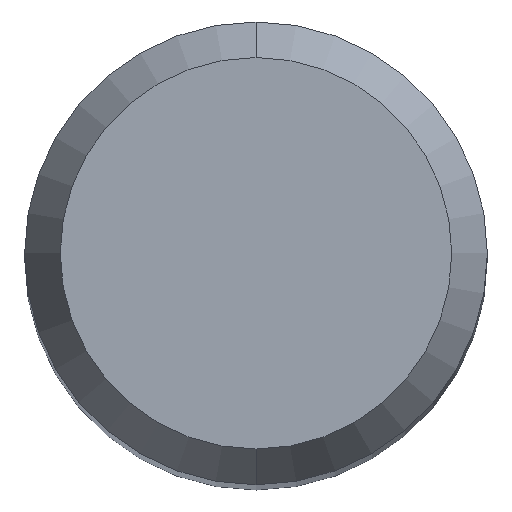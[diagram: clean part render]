
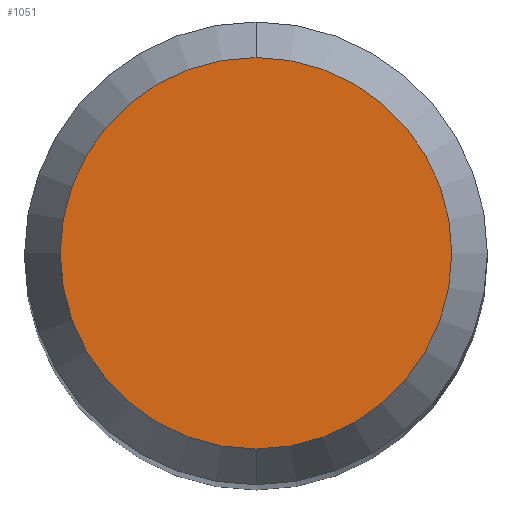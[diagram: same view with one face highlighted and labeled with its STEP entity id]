
A CAD part, top view. The second image highlights one B-rep face of the part: STEP entity #1051.
In plain terms, the highlighted planar face has unit normal (0, 0, 1).
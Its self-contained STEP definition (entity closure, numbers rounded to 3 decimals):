
#1051=ADVANCED_FACE('',(#2069),#2070,.T.);
#1143=EDGE_CURVE('',#1435,#1423,#2165,.T.);
#1293=EDGE_CURVE('',#1423,#1435,#2327,.T.);
#1423=VERTEX_POINT('',#2481);
#1435=VERTEX_POINT('',#2496);
#2069=FACE_OUTER_BOUND('',#8605,.T.);
#2070=PLANE('',#8606);
#2165=CIRCLE('',#9276,2.538);
#2327=CIRCLE('',#10920,2.538);
#2481=CARTESIAN_POINT('',(0.,-2.538,0.0));
#2496=CARTESIAN_POINT('',(0.0,2.538,0.0));
#8605=EDGE_LOOP('',(#13792,#13793));
#8606=AXIS2_PLACEMENT_3D('',#13794,#13795,#13796);
#9276=AXIS2_PLACEMENT_3D('',#13852,#13853,#13854);
#10920=AXIS2_PLACEMENT_3D('',#14002,#14003,#14004);
#13792=ORIENTED_EDGE('',*,*,#1143,.F.);
#13793=ORIENTED_EDGE('',*,*,#1293,.F.);
#13794=CARTESIAN_POINT('',(0.0,1.269,0.0));
#13795=DIRECTION('',(-0.0,0.0,1.0));
#13796=DIRECTION('',(0.0,-1.0,0.0));
#13852=CARTESIAN_POINT('',(0.0,0.0,0.0));
#13853=DIRECTION('',(0.0,0.0,-1.0));
#13854=DIRECTION('',(0.0,1.0,0.0));
#14002=CARTESIAN_POINT('',(0.0,0.0,0.0));
#14003=DIRECTION('',(0.0,0.0,-1.0));
#14004=DIRECTION('',(0.0,1.0,0.0));
